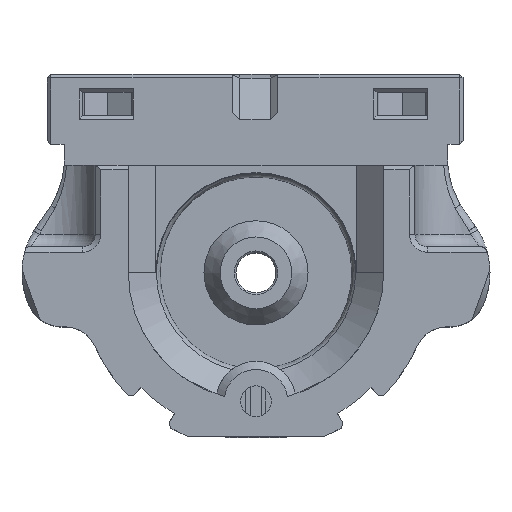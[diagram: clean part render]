
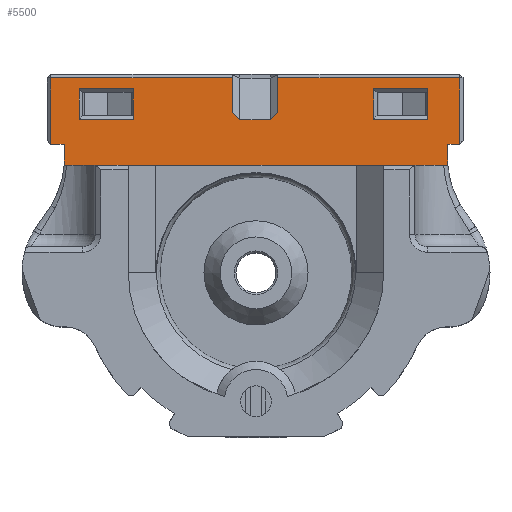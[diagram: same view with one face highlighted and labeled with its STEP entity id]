
A CAD part, top view. The second image highlights one B-rep face of the part: STEP entity #5500.
In plain terms, the highlighted planar face has unit normal (0, 0, 1).
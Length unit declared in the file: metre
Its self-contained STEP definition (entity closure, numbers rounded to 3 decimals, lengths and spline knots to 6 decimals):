
#486=ORIENTED_EDGE('',*,*,#2164,.T.);
#487=ORIENTED_EDGE('',*,*,#2165,.F.);
#488=ORIENTED_EDGE('',*,*,#2166,.T.);
#489=ORIENTED_EDGE('',*,*,#2167,.T.);
#490=ORIENTED_EDGE('',*,*,#2168,.T.);
#491=ORIENTED_EDGE('',*,*,#2169,.F.);
#492=ORIENTED_EDGE('',*,*,#2170,.T.);
#493=ORIENTED_EDGE('',*,*,#2171,.T.);
#494=ORIENTED_EDGE('',*,*,#2172,.F.);
#495=ORIENTED_EDGE('',*,*,#2173,.T.);
#496=ORIENTED_EDGE('',*,*,#2174,.T.);
#497=ORIENTED_EDGE('',*,*,#2175,.T.);
#498=ORIENTED_EDGE('',*,*,#2176,.T.);
#499=ORIENTED_EDGE('',*,*,#2177,.T.);
#500=ORIENTED_EDGE('',*,*,#2178,.T.);
#501=ORIENTED_EDGE('',*,*,#2179,.T.);
#502=ORIENTED_EDGE('',*,*,#2180,.T.);
#503=ORIENTED_EDGE('',*,*,#2181,.T.);
#504=ORIENTED_EDGE('',*,*,#2182,.F.);
#505=ORIENTED_EDGE('',*,*,#2183,.T.);
#506=ORIENTED_EDGE('',*,*,#2184,.T.);
#507=ORIENTED_EDGE('',*,*,#2185,.T.);
#2164=EDGE_CURVE('',#3003,#3004,#3549,.T.);
#2165=EDGE_CURVE('',#3005,#3004,#3550,.T.);
#2166=EDGE_CURVE('',#3005,#3006,#3551,.T.);
#2167=EDGE_CURVE('',#3006,#3003,#3552,.T.);
#2168=EDGE_CURVE('',#3007,#3008,#3553,.T.);
#2169=EDGE_CURVE('',#3009,#3008,#3554,.T.);
#2170=EDGE_CURVE('',#3009,#3010,#3555,.T.);
#2171=EDGE_CURVE('',#3010,#3007,#3556,.T.);
#2172=EDGE_CURVE('',#3011,#3012,#3557,.T.);
#2173=EDGE_CURVE('',#3011,#3013,#3558,.T.);
#2174=EDGE_CURVE('',#3013,#3014,#3559,.T.);
#2175=EDGE_CURVE('',#3014,#3015,#3560,.F.);
#2176=EDGE_CURVE('',#3015,#3016,#3561,.T.);
#2177=EDGE_CURVE('',#3016,#3017,#3562,.T.);
#2178=EDGE_CURVE('',#3017,#3018,#3563,.T.);
#2179=EDGE_CURVE('',#3018,#3019,#3564,.T.);
#2180=EDGE_CURVE('',#3019,#3020,#3565,.T.);
#2181=EDGE_CURVE('',#3020,#3021,#3566,.T.);
#2182=EDGE_CURVE('',#3022,#3021,#3567,.T.);
#2183=EDGE_CURVE('',#3022,#3023,#3568,.T.);
#2184=EDGE_CURVE('',#3023,#3024,#3569,.T.);
#2185=EDGE_CURVE('',#3024,#3012,#3570,.T.);
#3003=VERTEX_POINT('',#7742);
#3004=VERTEX_POINT('',#7743);
#3005=VERTEX_POINT('',#7745);
#3006=VERTEX_POINT('',#7747);
#3007=VERTEX_POINT('',#7750);
#3008=VERTEX_POINT('',#7751);
#3009=VERTEX_POINT('',#7753);
#3010=VERTEX_POINT('',#7755);
#3011=VERTEX_POINT('',#7758);
#3012=VERTEX_POINT('',#7759);
#3013=VERTEX_POINT('',#7761);
#3014=VERTEX_POINT('',#7763);
#3015=VERTEX_POINT('',#7765);
#3016=VERTEX_POINT('',#7767);
#3017=VERTEX_POINT('',#7769);
#3018=VERTEX_POINT('',#7771);
#3019=VERTEX_POINT('',#7773);
#3020=VERTEX_POINT('',#7775);
#3021=VERTEX_POINT('',#7777);
#3022=VERTEX_POINT('',#7779);
#3023=VERTEX_POINT('',#7781);
#3024=VERTEX_POINT('',#7783);
#3549=LINE('',#7741,#4054);
#3550=LINE('',#7744,#4055);
#3551=LINE('',#7746,#4056);
#3552=LINE('',#7748,#4057);
#3553=LINE('',#7749,#4058);
#3554=LINE('',#7752,#4059);
#3555=LINE('',#7754,#4060);
#3556=LINE('',#7756,#4061);
#3557=LINE('',#7757,#4062);
#3558=LINE('',#7760,#4063);
#3559=LINE('',#7762,#4064);
#3560=LINE('',#7764,#4065);
#3561=LINE('',#7766,#4066);
#3562=LINE('',#7768,#4067);
#3563=LINE('',#7770,#4068);
#3564=LINE('',#7772,#4069);
#3565=LINE('',#7774,#4070);
#3566=LINE('',#7776,#4071);
#3567=LINE('',#7778,#4072);
#3568=LINE('',#7780,#4073);
#3569=LINE('',#7782,#4074);
#3570=LINE('',#7784,#4075);
#4054=VECTOR('',#6316,1.);
#4055=VECTOR('',#6317,1.);
#4056=VECTOR('',#6318,1.);
#4057=VECTOR('',#6319,1.);
#4058=VECTOR('',#6320,1.);
#4059=VECTOR('',#6321,1.);
#4060=VECTOR('',#6322,1.);
#4061=VECTOR('',#6323,1.);
#4062=VECTOR('',#6324,1.);
#4063=VECTOR('',#6325,1.);
#4064=VECTOR('',#6326,1.);
#4065=VECTOR('',#6327,1.);
#4066=VECTOR('',#6328,1.);
#4067=VECTOR('',#6329,1.);
#4068=VECTOR('',#6330,1.);
#4069=VECTOR('',#6331,1.);
#4070=VECTOR('',#6332,1.);
#4071=VECTOR('',#6333,1.);
#4072=VECTOR('',#6334,1.);
#4073=VECTOR('',#6335,1.);
#4074=VECTOR('',#6336,1.);
#4075=VECTOR('',#6337,1.);
#4559=EDGE_LOOP('',(#486,#487,#488,#489));
#4560=EDGE_LOOP('',(#490,#491,#492,#493));
#4561=EDGE_LOOP('',(#494,#495,#496,#497,#498,#499,#500,#501,#502,#503,#504,
#505,#506,#507));
#4932=FACE_BOUND('',#4559,.T.);
#4933=FACE_BOUND('',#4560,.T.);
#4934=FACE_BOUND('',#4561,.T.);
#5305=PLANE('',#5852);
#5500=ADVANCED_FACE('',(#4932,#4933,#4934),#5305,.F.);
#5852=AXIS2_PLACEMENT_3D('',#7740,#6314,#6315);
#6314=DIRECTION('',(0.,0.,-1.));
#6315=DIRECTION('',(0.,-1.,0.));
#6316=DIRECTION('',(1.,0.,0.));
#6317=DIRECTION('',(0.,1.,0.));
#6318=DIRECTION('',(-1.,0.,0.));
#6319=DIRECTION('',(0.,1.,0.));
#6320=DIRECTION('',(1.,0.,0.));
#6321=DIRECTION('',(0.,1.,0.));
#6322=DIRECTION('',(-1.,0.,0.));
#6323=DIRECTION('',(0.,1.,0.));
#6324=DIRECTION('',(0.,1.,0.));
#6325=DIRECTION('',(-0.707,-0.707,0.));
#6326=DIRECTION('',(-1.,0.,0.));
#6327=DIRECTION('',(0.707,-0.707,0.));
#6328=DIRECTION('',(0.,1.,0.));
#6329=DIRECTION('',(-1.,0.,0.));
#6330=DIRECTION('',(0.,-1.,0.));
#6331=DIRECTION('',(1.,0.,0.));
#6332=DIRECTION('',(0.,-1.,0.));
#6333=DIRECTION('',(1.,0.,0.));
#6334=DIRECTION('',(0.,-1.,0.));
#6335=DIRECTION('',(1.,0.,0.));
#6336=DIRECTION('',(0.,1.,0.));
#6337=DIRECTION('',(-1.,0.,0.));
#7740=CARTESIAN_POINT('',(0.400001,0.02195,-0.00005));
#7741=CARTESIAN_POINT('',(0.400001,0.02025,-0.00005));
#7742=CARTESIAN_POINT('',(0.380525,0.02025,-0.00005));
#7743=CARTESIAN_POINT('',(0.386475,0.02025,-0.00005));
#7744=CARTESIAN_POINT('',(0.386475,0.02195,-0.00005));
#7745=CARTESIAN_POINT('',(0.386475,0.0169,-0.00005));
#7746=CARTESIAN_POINT('',(0.380925,0.0169,-0.00005));
#7747=CARTESIAN_POINT('',(0.380525,0.0169,-0.00005));
#7748=CARTESIAN_POINT('',(0.380525,0.02195,-0.00005));
#7749=CARTESIAN_POINT('',(0.400001,0.02025,-0.00005));
#7750=CARTESIAN_POINT('',(0.412932,0.02025,-0.00005));
#7751=CARTESIAN_POINT('',(0.418882,0.02025,-0.00005));
#7752=CARTESIAN_POINT('',(0.418882,0.02195,-0.00005));
#7753=CARTESIAN_POINT('',(0.418882,0.0169,-0.00005));
#7754=CARTESIAN_POINT('',(0.413332,0.0169,-0.00005));
#7755=CARTESIAN_POINT('',(0.412932,0.0169,-0.00005));
#7756=CARTESIAN_POINT('',(0.412932,0.02195,-0.00005));
#7757=CARTESIAN_POINT('',(0.402404,0.02195,-0.00005));
#7758=CARTESIAN_POINT('',(0.402404,0.01765,-0.00005));
#7759=CARTESIAN_POINT('',(0.402404,0.02145,-0.00005));
#7760=CARTESIAN_POINT('',(0.403352,0.018599,-0.00005));
#7761=CARTESIAN_POINT('',(0.401604,0.01685,-0.00005));
#7762=CARTESIAN_POINT('',(0.400001,0.01685,-0.00005));
#7763=CARTESIAN_POINT('',(0.398204,0.01685,-0.00005));
#7764=CARTESIAN_POINT('',(0.396553,0.018502,-0.00005));
#7765=CARTESIAN_POINT('',(0.397404,0.01765,-0.00005));
#7766=CARTESIAN_POINT('',(0.397404,0.02195,-0.00005));
#7767=CARTESIAN_POINT('',(0.397404,0.02145,-0.00005));
#7768=CARTESIAN_POINT('',(0.377008,0.02145,-0.00005));
#7769=CARTESIAN_POINT('',(0.377408,0.02145,-0.00005));
#7770=CARTESIAN_POINT('',(0.377408,0.013279,-0.00005));
#7771=CARTESIAN_POINT('',(0.377408,0.01415,-0.00005));
#7772=CARTESIAN_POINT('',(0.400001,0.01415,-0.00005));
#7773=CARTESIAN_POINT('',(0.378889,0.01415,-0.00005));
#7774=CARTESIAN_POINT('',(0.378889,0.02195,-0.00005));
#7775=CARTESIAN_POINT('',(0.378889,0.01185,-0.00005));
#7776=CARTESIAN_POINT('',(0.400001,0.01185,-0.00005));
#7777=CARTESIAN_POINT('',(0.421113,0.01185,-0.00005));
#7778=CARTESIAN_POINT('',(0.421113,0.02195,-0.00005));
#7779=CARTESIAN_POINT('',(0.421113,0.01415,-0.00005));
#7780=CARTESIAN_POINT('',(0.400001,0.01415,-0.00005));
#7781=CARTESIAN_POINT('',(0.4224,0.01415,-0.00005));
#7782=CARTESIAN_POINT('',(0.4224,0.021993,-0.00005));
#7783=CARTESIAN_POINT('',(0.4224,0.02145,-0.00005));
#7784=CARTESIAN_POINT('',(0.377008,0.02145,-0.00005));
